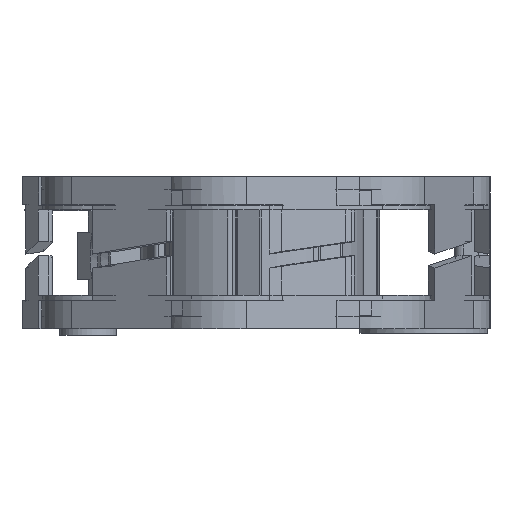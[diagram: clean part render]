
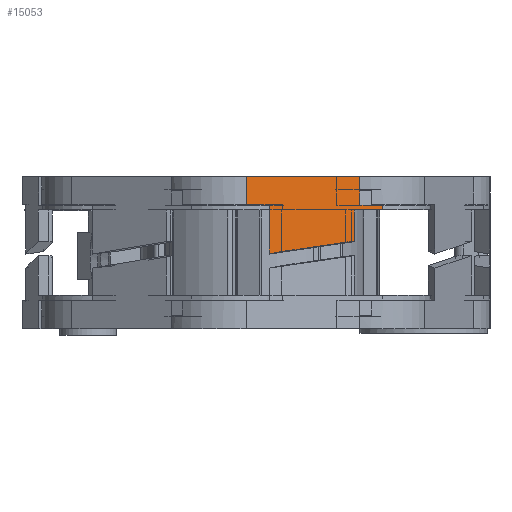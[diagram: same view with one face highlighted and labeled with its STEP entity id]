
A CAD part, left-side view. The second image highlights one B-rep face of the part: STEP entity #15053.
In plain terms, the highlighted planar face has unit normal (-0.96, -0.28, 0).
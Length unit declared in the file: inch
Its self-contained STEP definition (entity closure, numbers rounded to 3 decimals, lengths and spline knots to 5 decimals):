
#109 = VECTOR ( 'NONE', #46301, 39.37008 ) ;
#1449 = VECTOR ( 'NONE', #43395, 39.37008 ) ;
#3037 = ORIENTED_EDGE ( 'NONE', *, *, #72140, .T. ) ;
#3212 = FACE_OUTER_BOUND ( 'NONE', #39993, .T. ) ;
#4006 = DIRECTION ( 'NONE',  ( 0.28, -0.96, 0. ) ) ;
#5496 = CARTESIAN_POINT ( 'NONE',  ( -1.26217, 0.73561, 0.31496 ) ) ;
#5631 = CARTESIAN_POINT ( 'NONE',  ( -1.26217, 0.73561, 0.19882 ) ) ;
#6023 = DIRECTION ( 'NONE',  ( 0., 0., -1. ) ) ;
#6614 = VERTEX_POINT ( 'NONE', #13784 ) ;
#7682 = VERTEX_POINT ( 'NONE', #55673 ) ;
#8973 = EDGE_CURVE ( 'NONE', #7682, #59448, #35172, .T. ) ;
#9080 = VECTOR ( 'NONE', #48313, 39.37008 ) ;
#9983 = VECTOR ( 'NONE', #17152, 39.37008 ) ;
#11299 = EDGE_CURVE ( 'NONE', #65140, #53329, #12106, .T. ) ;
#11351 = CARTESIAN_POINT ( 'NONE',  ( -1.12479, 0.264, 0.31496 ) ) ;
#12106 = LINE ( 'NONE', #47344, #74239 ) ;
#12306 = VECTOR ( 'NONE', #6023, 39.37008 ) ;
#13784 = CARTESIAN_POINT ( 'NONE',  ( -1.23439, 0.64024, -0.0056 ) ) ;
#15053 = ADVANCED_FACE ( 'NONE', ( #3212 ), #72574, .T. ) ;
#15322 = CARTESIAN_POINT ( 'NONE',  ( -1.13158, 0.28731, 0.31496 ) ) ;
#15356 = DIRECTION ( 'NONE',  ( -0.96, -0.28, 0. ) ) ;
#17152 = DIRECTION ( 'NONE',  ( 0.28, -0.96, 0. ) ) ;
#17871 = CARTESIAN_POINT ( 'NONE',  ( -1.26217, 0.73561, 0.19685 ) ) ;
#18323 = EDGE_CURVE ( 'NONE', #54894, #58508, #25180, .T. ) ;
#18683 = VERTEX_POINT ( 'NONE', #26500 ) ;
#19638 = ORIENTED_EDGE ( 'NONE', *, *, #50960, .T. ) ;
#20316 = VECTOR ( 'NONE', #4006, 39.37008 ) ;
#20676 = LINE ( 'NONE', #49119, #20316 ) ;
#22062 = CARTESIAN_POINT ( 'NONE',  ( -1.26217, 0.73561, 0.17717 ) ) ;
#25180 = LINE ( 'NONE', #15322, #9080 ) ;
#26457 = CARTESIAN_POINT ( 'NONE',  ( -1.13158, 0.28731, 0.04606 ) ) ;
#26500 = CARTESIAN_POINT ( 'NONE',  ( -1.26217, 0.73561, 0.31496 ) ) ;
#26718 = LINE ( 'NONE', #61962, #1449 ) ;
#29910 = DIRECTION ( 'NONE',  ( 0., 0., 1. ) ) ;
#31759 = CARTESIAN_POINT ( 'NONE',  ( -1.09701, 0.16862, 0.19685 ) ) ;
#33259 = CARTESIAN_POINT ( 'NONE',  ( -1.23439, 0.64024, 0.19882 ) ) ;
#34442 = LINE ( 'NONE', #45102, #12306 ) ;
#35172 = LINE ( 'NONE', #5631, #52564 ) ;
#38912 = ORIENTED_EDGE ( 'NONE', *, *, #55540, .T. ) ;
#39155 = ORIENTED_EDGE ( 'NONE', *, *, #11299, .T. ) ;
#39993 = EDGE_LOOP ( 'NONE', ( #50184, #71996, #55597, #74216, #3037, #60048, #19638, #39155, #67023, #38912 ) ) ;
#40246 = LINE ( 'NONE', #22062, #9983 ) ;
#41024 = DIRECTION ( 'NONE',  ( 0., 0., -1. ) ) ;
#42148 = VECTOR ( 'NONE', #41024, 39.37008 ) ;
#42297 = CARTESIAN_POINT ( 'NONE',  ( -1.09701, 0.16862, 0.17717 ) ) ;
#43395 = DIRECTION ( 'NONE',  ( 0.277, -0.951, 0.139 ) ) ;
#45102 = CARTESIAN_POINT ( 'NONE',  ( -1.23439, 0.64024, 0.31496 ) ) ;
#45692 = DIRECTION ( 'NONE',  ( 0., 0., -1. ) ) ;
#46301 = DIRECTION ( 'NONE',  ( -0.28, 0.96, 0. ) ) ;
#47344 = CARTESIAN_POINT ( 'NONE',  ( -1.12479, 0.264, 0.31496 ) ) ;
#47453 = LINE ( 'NONE', #52766, #42148 ) ;
#48313 = DIRECTION ( 'NONE',  ( 0., 0., 1. ) ) ;
#49119 = CARTESIAN_POINT ( 'NONE',  ( -1.17959, 0.45212, 0.31496 ) ) ;
#50184 = ORIENTED_EDGE ( 'NONE', *, *, #8973, .T. ) ;
#50960 = EDGE_CURVE ( 'NONE', #59551, #65140, #70513, .T. ) ;
#52228 = EDGE_CURVE ( 'NONE', #59448, #6614, #34442, .T. ) ;
#52564 = VECTOR ( 'NONE', #58307, 39.37008 ) ;
#52766 = CARTESIAN_POINT ( 'NONE',  ( -1.09701, 0.16862, 0.31496 ) ) ;
#53329 = VERTEX_POINT ( 'NONE', #11351 ) ;
#54894 = VERTEX_POINT ( 'NONE', #26457 ) ;
#55540 = EDGE_CURVE ( 'NONE', #18683, #7682, #68419, .T. ) ;
#55597 = ORIENTED_EDGE ( 'NONE', *, *, #71609, .T. ) ;
#55673 = CARTESIAN_POINT ( 'NONE',  ( -1.26217, 0.73561, 0.19882 ) ) ;
#58307 = DIRECTION ( 'NONE',  ( 0.28, -0.96, 0. ) ) ;
#58508 = VERTEX_POINT ( 'NONE', #59351 ) ;
#59351 = CARTESIAN_POINT ( 'NONE',  ( -1.13158, 0.28731, 0.17717 ) ) ;
#59448 = VERTEX_POINT ( 'NONE', #33259 ) ;
#59551 = VERTEX_POINT ( 'NONE', #31759 ) ;
#59723 = VERTEX_POINT ( 'NONE', #42297 ) ;
#60048 = ORIENTED_EDGE ( 'NONE', *, *, #60829, .F. ) ;
#60829 = EDGE_CURVE ( 'NONE', #59551, #59723, #47453, .T. ) ;
#61962 = CARTESIAN_POINT ( 'NONE',  ( -1.23439, 0.64024, -0.0056 ) ) ;
#62020 = EDGE_CURVE ( 'NONE', #18683, #53329, #20676, .T. ) ;
#62333 = CARTESIAN_POINT ( 'NONE',  ( -1.26217, 0.73561, 0.31496 ) ) ;
#65140 = VERTEX_POINT ( 'NONE', #66971 ) ;
#66903 = DIRECTION ( 'NONE',  ( 0., 0., -1. ) ) ;
#66971 = CARTESIAN_POINT ( 'NONE',  ( -1.12479, 0.264, 0.19685 ) ) ;
#67023 = ORIENTED_EDGE ( 'NONE', *, *, #62020, .F. ) ;
#68419 = LINE ( 'NONE', #5496, #69493 ) ;
#69493 = VECTOR ( 'NONE', #45692, 39.37008 ) ;
#70513 = LINE ( 'NONE', #17871, #109 ) ;
#71609 = EDGE_CURVE ( 'NONE', #6614, #54894, #26718, .T. ) ;
#71996 = ORIENTED_EDGE ( 'NONE', *, *, #52228, .T. ) ;
#72140 = EDGE_CURVE ( 'NONE', #58508, #59723, #40246, .T. ) ;
#72574 = PLANE ( 'NONE',  #73218 ) ;
#73218 = AXIS2_PLACEMENT_3D ( 'NONE', #62333, #15356, #66903 ) ;
#74216 = ORIENTED_EDGE ( 'NONE', *, *, #18323, .T. ) ;
#74239 = VECTOR ( 'NONE', #29910, 39.37008 ) ;
